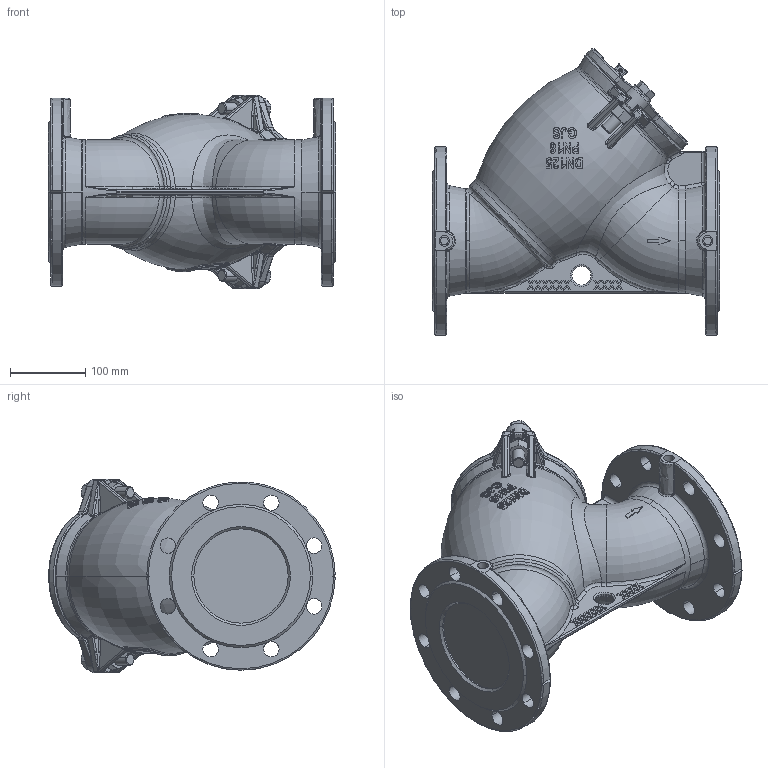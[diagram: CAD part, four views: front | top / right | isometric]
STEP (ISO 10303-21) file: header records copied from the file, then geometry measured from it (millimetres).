
FILE_DESCRIPTION (( 'STEP AP203' ), '1' );
FILE_NAME ('outline drawing^91001252XXXXXXXXXX.STEP', '2014-02-12T08:54:50', ( '' ), ( '' ), 'SwSTEP 2.0', 'SolidWorks 2012', '' );
FILE_SCHEMA (( 'CONFIG_CONTROL_DESIGN' ));
Products named in the file (1): outline drawing^91001252XXXXXXXXXX
Bounding box: 381 x 379.89 x 257 mm (x, y, z)
Volume: 11642423.4 mm3; surface area: 509014.1 mm2
Topology: 1 solids, 1 shells, 1655 faces, 4332 edges, 2701 vertices
Faces by surface type: plane 631, bspline 476, cylinder 255, torus 166, sphere 77, cone 50
Entity records: 76978 total; most frequent: CARTESIAN_POINT 40055, ORIENTED_EDGE 8576, DIRECTION 6351, EDGE_CURVE 4288, VERTEX_POINT 2691, AXIS2_PLACEMENT_3D 2256, LINE 1839, VECTOR 1839
